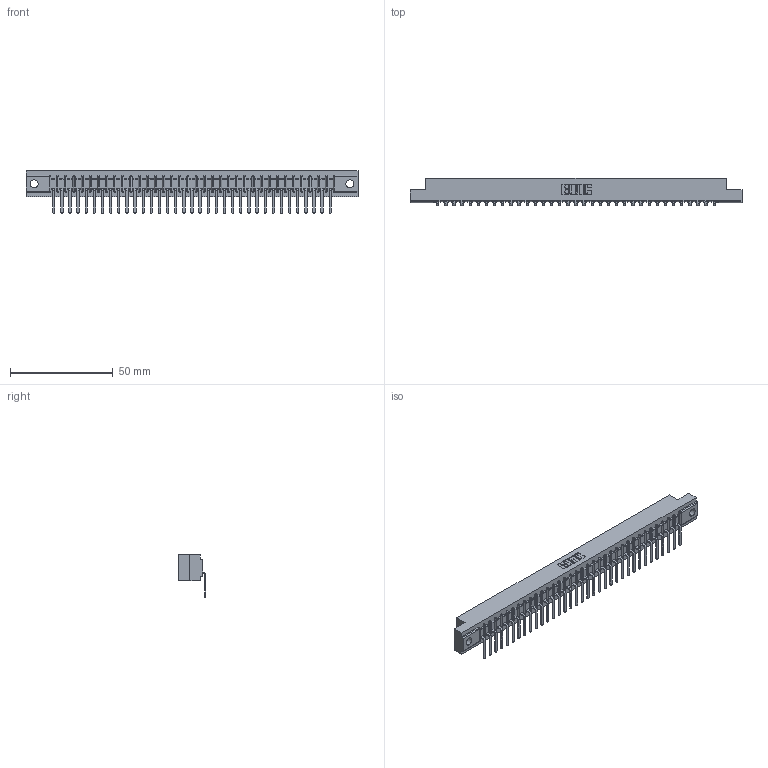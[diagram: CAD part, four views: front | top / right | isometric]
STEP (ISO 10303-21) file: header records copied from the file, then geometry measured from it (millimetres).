
FILE_DESCRIPTION (( 'STEP AP203' ), '1' );
FILE_NAME ('307-035-557-104.STEP', '2018-08-05T07:42:23', ( '' ), ( '' ), 'SwSTEP 2.0', 'SolidWorks 2016', '' );
FILE_SCHEMA (( 'CONFIG_CONTROL_DESIGN' ));
Length unit declared in the file: inch
Products named in the file (3): 307-035-557-104; 307 Part_.156 Dia Mounting Holes; 307-290-002_557
Assembly tree (36 placements, depth 2):
  307-035-557-104
    307 Part_.156 Dia Mounting Holes
    307-290-002_557  x35
Bounding box: 161.7 x 13.32 x 20.66 mm (x, y, z)
Volume: 17239.9 mm3; surface area: 21973.2 mm2
Topology: 36 solids, 36 shells, 2898 faces, 8899 edges, 5834 vertices
Faces by surface type: plane 1729, cylinder 1097, sphere 72
Entity records: 32140 total; most frequent: CARTESIAN_POINT 5426, ORIENTED_EDGE 5414, DIRECTION 5267, EDGE_CURVE 2707, VECTOR 2077, LINE 2077, VERTEX_POINT 1754, AXIS2_PLACEMENT_3D 1595
